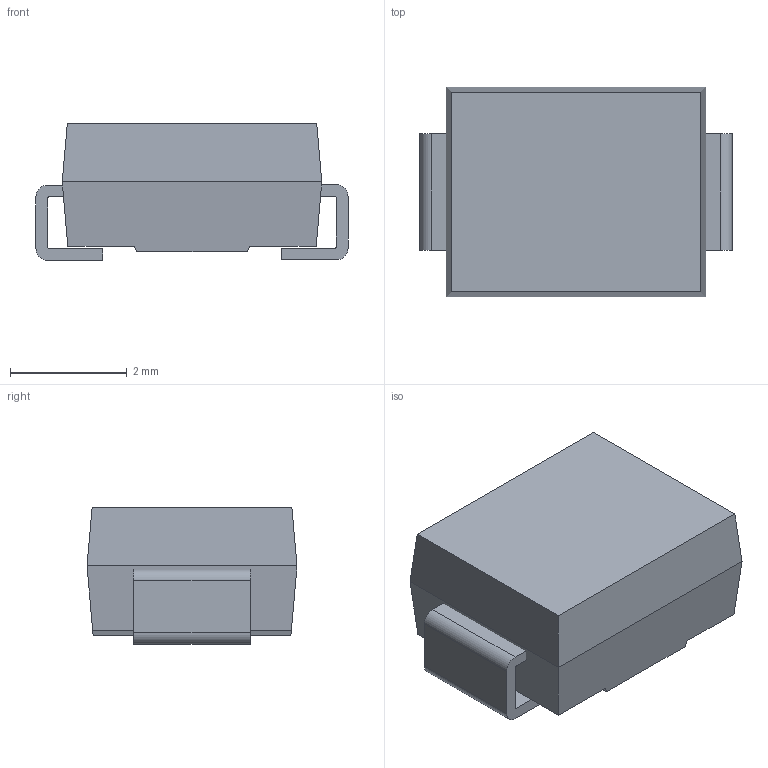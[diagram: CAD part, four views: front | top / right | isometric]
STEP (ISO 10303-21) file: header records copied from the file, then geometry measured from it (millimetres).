
FILE_DESCRIPTION(/* description */ (''),/* implementation_level */ '2;1');
FILE_NAME(/* name */ 'SMB立體圖.stp',/* time_stamp */ '2017-07-10T08:26:59+08:00',/* author */ ('lz'),/* organization */ (''),/* preprocessor_version */ 'ST-DEVELOPER v16.13',/* originating_system */ 'AutoCAD Mechanical',/* authorisation */ '');
FILE_SCHEMA (('AUTOMOTIVE_DESIGN { 1 0 10303 214 3 1 1 }'));
Length unit declared in the file: millimetre
Products named in the file (1): Product
Bounding box: 5.35 x 3.6 x 2.35 mm (x, y, z)
Volume: 37.3 mm3; surface area: 116.2 mm2
Topology: 4 solids, 4 shells, 95 faces, 263 edges, 174 vertices
Faces by surface type: plane 70, cylinder 23, cone 2
Full cylindrical faces by diameter (mm): 0.6 x2
Entity records: 3092 total; most frequent: CARTESIAN_POINT 597, ORIENTED_EDGE 514, DIRECTION 499, EDGE_CURVE 257, LINE 191, VECTOR 191, VERTEX_POINT 172, AXIS2_PLACEMENT_3D 154
